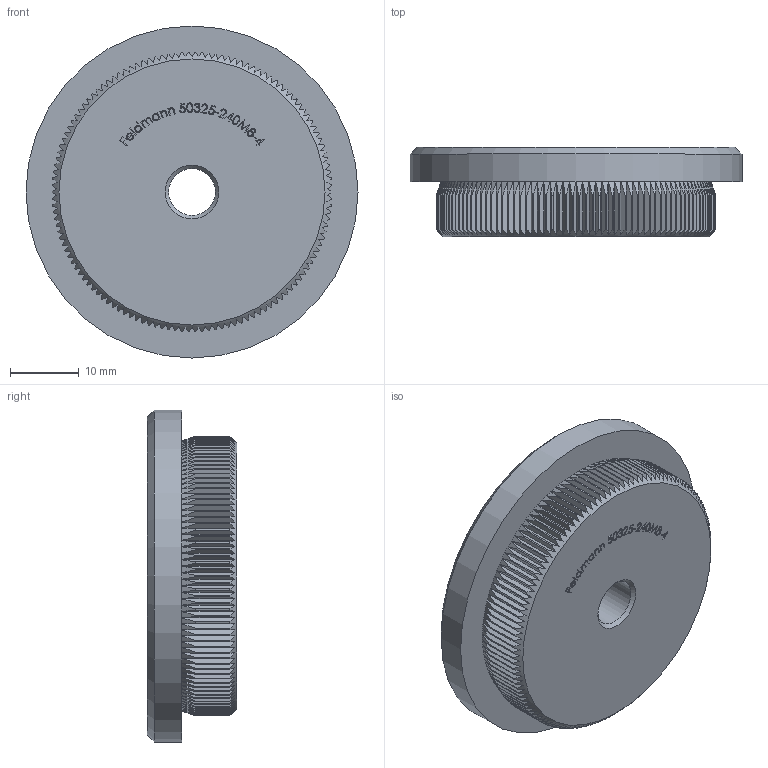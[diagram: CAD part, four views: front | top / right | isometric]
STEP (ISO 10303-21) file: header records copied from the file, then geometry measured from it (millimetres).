
FILE_DESCRIPTION (( 'STEP AP203' ), '1' );
FILE_NAME ('50325-240M8-4.step', '2020-03-17T14:57:22', ( '' ), ( '' ), 'SwSTEP 2.0', 'SolidWorks 2015', '' );
FILE_SCHEMA (( 'CONFIG_CONTROL_DESIGN' ));
Length unit declared in the file: millimetre
Products named in the file (2): 50325-240M8-4
Bounding box: 48.3 x 13 x 48.3 mm (x, y, z)
Volume: 18639.5 mm3; surface area: 6220.7 mm2
Topology: 1 solids, 1 shells, 812 faces, 2075 edges, 1296 vertices
Faces by surface type: plane 421, cone 134, cylinder 132, bspline 125
Full cylindrical faces by diameter (mm): 6.8 x1, 48.3 x1
Entity records: 31794 total; most frequent: CARTESIAN_POINT 13692, ORIENTED_EDGE 4134, DIRECTION 3073, EDGE_CURVE 2067, VERTEX_POINT 1294, AXIS2_PLACEMENT_3D 1087, LINE 899, VECTOR 899
